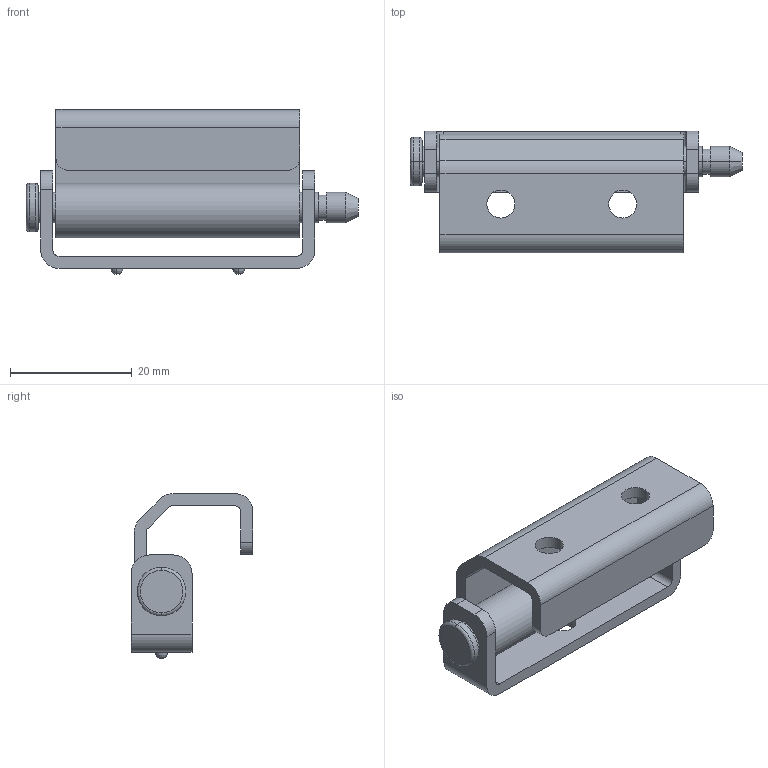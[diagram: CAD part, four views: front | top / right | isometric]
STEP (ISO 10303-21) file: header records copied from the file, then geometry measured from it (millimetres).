
FILE_DESCRIPTION(/* description */ (''),/* implementation_level */ '2;1');
FILE_NAME(/* name */ 'JL040',/* time_stamp */ '2024-10-30T11:51:14+08:00',/* author */ (''),/* organization */ (''),/* preprocessor_version */ 'ST-DEVELOPER v19.2',/* originating_system */ 'Rhino 8.5',/* authorisation */ '');
FILE_SCHEMA (('CONFIG_CONTROL_DESIGN'));
Length unit declared in the file: millimetre
Products named in the file (1): Document
Bounding box: 54.5 x 20 x 27.1 mm (x, y, z)
Volume: 6874.8 mm3; surface area: 7577.7 mm2
Topology: 3 solids, 3 shells, 73 faces, 186 edges, 120 vertices
Faces by surface type: cylinder 36, plane 27, bspline 10
Entity records: 2555 total; most frequent: CARTESIAN_POINT 843, ORIENTED_EDGE 364, DIRECTION 247, EDGE_CURVE 182, AXIS2_PLACEMENT_3D 155, VERTEX_POINT 120, TRIMMED_CURVE 90, CIRCLE 90
